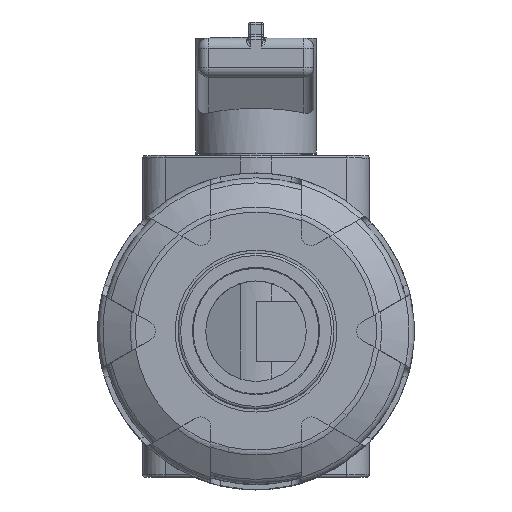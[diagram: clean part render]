
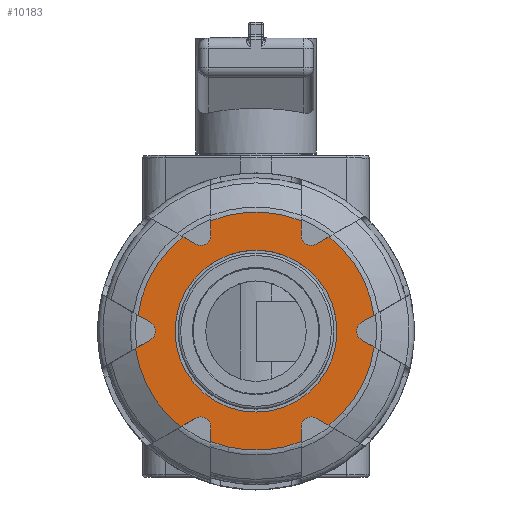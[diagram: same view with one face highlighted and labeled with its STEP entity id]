
A CAD part, top view. The second image highlights one B-rep face of the part: STEP entity #10183.
In plain terms, the highlighted planar face has unit normal (0, 0, 1).
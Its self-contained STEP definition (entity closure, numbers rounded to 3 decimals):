
#210=FACE_BOUND('',#2335,.T.);
#535=CIRCLE('',#10813,16.1);
#610=CIRCLE('',#11044,23.696);
#612=CIRCLE('',#11047,2.);
#613=CIRCLE('',#11048,24.232);
#614=CIRCLE('',#11049,2.);
#615=CIRCLE('',#11050,23.696);
#616=CIRCLE('',#11051,2.);
#617=CIRCLE('',#11052,23.696);
#618=CIRCLE('',#11053,2.);
#619=CIRCLE('',#11054,23.696);
#620=CIRCLE('',#11055,2.);
#621=CIRCLE('',#11056,23.696);
#622=CIRCLE('',#11057,2.);
#1728=FACE_OUTER_BOUND('',#2334,.T.);
#2334=EDGE_LOOP('',(#8595,#8596,#8597,#8598,#8599,#8600,#8601,#8602,#8603,
#8604,#8605,#8606,#8607,#8608,#8609,#8610,#8611,#8612,#8613,#8614,#8615,
#8616,#8617,#8618));
#2335=EDGE_LOOP('',(#8619));
#2953=LINE('',#20152,#3574);
#2961=LINE('',#20222,#3582);
#2992=LINE('',#20473,#3613);
#2993=LINE('',#20477,#3614);
#2994=LINE('',#20481,#3615);
#2995=LINE('',#20485,#3616);
#2996=LINE('',#20489,#3617);
#2997=LINE('',#20493,#3618);
#2998=LINE('',#20497,#3619);
#2999=LINE('',#20501,#3620);
#3000=LINE('',#20505,#3621);
#3001=LINE('',#20510,#3622);
#3574=VECTOR('',#13148,10.);
#3582=VECTOR('',#13166,10.);
#3613=VECTOR('',#13269,10.);
#3614=VECTOR('',#13272,10.);
#3615=VECTOR('',#13275,10.);
#3616=VECTOR('',#13278,10.);
#3617=VECTOR('',#13281,10.);
#3618=VECTOR('',#13284,10.);
#3619=VECTOR('',#13287,10.);
#3620=VECTOR('',#13290,10.);
#3621=VECTOR('',#13293,10.);
#3622=VECTOR('',#13300,10.);
#4320=VERTEX_POINT('',#18883);
#4479=VERTEX_POINT('',#20144);
#4480=VERTEX_POINT('',#20151);
#4492=VERTEX_POINT('',#20219);
#4493=VERTEX_POINT('',#20221);
#4529=VERTEX_POINT('',#20454);
#4530=VERTEX_POINT('',#20461);
#4532=VERTEX_POINT('',#20472);
#4533=VERTEX_POINT('',#20474);
#4534=VERTEX_POINT('',#20476);
#4535=VERTEX_POINT('',#20478);
#4536=VERTEX_POINT('',#20480);
#4537=VERTEX_POINT('',#20482);
#4538=VERTEX_POINT('',#20484);
#4539=VERTEX_POINT('',#20486);
#4540=VERTEX_POINT('',#20488);
#4541=VERTEX_POINT('',#20490);
#4542=VERTEX_POINT('',#20492);
#4543=VERTEX_POINT('',#20494);
#4544=VERTEX_POINT('',#20496);
#4545=VERTEX_POINT('',#20498);
#4546=VERTEX_POINT('',#20500);
#4547=VERTEX_POINT('',#20502);
#4548=VERTEX_POINT('',#20504);
#4549=VERTEX_POINT('',#20508);
#5570=EDGE_CURVE('',#4320,#4320,#535,.T.);
#5842=EDGE_CURVE('',#4479,#4480,#2953,.T.);
#5859=EDGE_CURVE('',#4492,#4493,#2961,.T.);
#5917=EDGE_CURVE('',#4529,#4530,#610,.T.);
#5920=EDGE_CURVE('',#4532,#4529,#2992,.T.);
#5921=EDGE_CURVE('',#4533,#4532,#612,.F.);
#5922=EDGE_CURVE('',#4534,#4533,#2993,.T.);
#5923=EDGE_CURVE('',#4535,#4534,#613,.F.);
#5924=EDGE_CURVE('',#4536,#4535,#2994,.T.);
#5925=EDGE_CURVE('',#4537,#4536,#614,.F.);
#5926=EDGE_CURVE('',#4538,#4537,#2995,.T.);
#5927=EDGE_CURVE('',#4539,#4538,#615,.T.);
#5928=EDGE_CURVE('',#4540,#4539,#2996,.T.);
#5929=EDGE_CURVE('',#4541,#4540,#616,.F.);
#5930=EDGE_CURVE('',#4542,#4541,#2997,.T.);
#5931=EDGE_CURVE('',#4543,#4542,#617,.T.);
#5932=EDGE_CURVE('',#4544,#4543,#2998,.T.);
#5933=EDGE_CURVE('',#4545,#4544,#618,.F.);
#5934=EDGE_CURVE('',#4546,#4545,#2999,.T.);
#5935=EDGE_CURVE('',#4547,#4546,#619,.T.);
#5936=EDGE_CURVE('',#4548,#4547,#3000,.T.);
#5937=EDGE_CURVE('',#4480,#4548,#620,.F.);
#5938=EDGE_CURVE('',#4493,#4479,#621,.T.);
#5939=EDGE_CURVE('',#4549,#4492,#622,.F.);
#5940=EDGE_CURVE('',#4530,#4549,#3001,.T.);
#8595=ORIENTED_EDGE('',*,*,#5917,.F.);
#8596=ORIENTED_EDGE('',*,*,#5920,.F.);
#8597=ORIENTED_EDGE('',*,*,#5921,.F.);
#8598=ORIENTED_EDGE('',*,*,#5922,.F.);
#8599=ORIENTED_EDGE('',*,*,#5923,.F.);
#8600=ORIENTED_EDGE('',*,*,#5924,.F.);
#8601=ORIENTED_EDGE('',*,*,#5925,.F.);
#8602=ORIENTED_EDGE('',*,*,#5926,.F.);
#8603=ORIENTED_EDGE('',*,*,#5927,.F.);
#8604=ORIENTED_EDGE('',*,*,#5928,.F.);
#8605=ORIENTED_EDGE('',*,*,#5929,.F.);
#8606=ORIENTED_EDGE('',*,*,#5930,.F.);
#8607=ORIENTED_EDGE('',*,*,#5931,.F.);
#8608=ORIENTED_EDGE('',*,*,#5932,.F.);
#8609=ORIENTED_EDGE('',*,*,#5933,.F.);
#8610=ORIENTED_EDGE('',*,*,#5934,.F.);
#8611=ORIENTED_EDGE('',*,*,#5935,.F.);
#8612=ORIENTED_EDGE('',*,*,#5936,.F.);
#8613=ORIENTED_EDGE('',*,*,#5937,.F.);
#8614=ORIENTED_EDGE('',*,*,#5842,.F.);
#8615=ORIENTED_EDGE('',*,*,#5938,.F.);
#8616=ORIENTED_EDGE('',*,*,#5859,.F.);
#8617=ORIENTED_EDGE('',*,*,#5939,.F.);
#8618=ORIENTED_EDGE('',*,*,#5940,.F.);
#8619=ORIENTED_EDGE('',*,*,#5570,.T.);
#9155=PLANE('',#11046);
#10183=ADVANCED_FACE('',(#1728,#210),#9155,.T.);
#10813=AXIS2_PLACEMENT_3D('',#18884,#12660,#12661);
#11044=AXIS2_PLACEMENT_3D('',#20462,#13263,#13264);
#11046=AXIS2_PLACEMENT_3D('',#20471,#13267,#13268);
#11047=AXIS2_PLACEMENT_3D('',#20475,#13270,#13271);
#11048=AXIS2_PLACEMENT_3D('',#20479,#13273,#13274);
#11049=AXIS2_PLACEMENT_3D('',#20483,#13276,#13277);
#11050=AXIS2_PLACEMENT_3D('',#20487,#13279,#13280);
#11051=AXIS2_PLACEMENT_3D('',#20491,#13282,#13283);
#11052=AXIS2_PLACEMENT_3D('',#20495,#13285,#13286);
#11053=AXIS2_PLACEMENT_3D('',#20499,#13288,#13289);
#11054=AXIS2_PLACEMENT_3D('',#20503,#13291,#13292);
#11055=AXIS2_PLACEMENT_3D('',#20506,#13294,#13295);
#11056=AXIS2_PLACEMENT_3D('',#20507,#13296,#13297);
#11057=AXIS2_PLACEMENT_3D('',#20509,#13298,#13299);
#12660=DIRECTION('center_axis',(0.,0.,-1.));
#12661=DIRECTION('ref_axis',(1.,0.,0.));
#13148=DIRECTION('',(0.,-1.,0.));
#13166=DIRECTION('',(0.,1.,0.));
#13263=DIRECTION('center_axis',(0.,0.,-1.));
#13264=DIRECTION('ref_axis',(-0.866,0.5,0.));
#13267=DIRECTION('center_axis',(0.,0.,1.));
#13268=DIRECTION('ref_axis',(1.,0.,0.));
#13269=DIRECTION('',(-0.866,0.5,0.));
#13270=DIRECTION('center_axis',(0.,0.,-1.));
#13271=DIRECTION('ref_axis',(1.,0.,0.));
#13272=DIRECTION('',(0.866,0.5,0.));
#13273=DIRECTION('center_axis',(0.,0.,1.));
#13274=DIRECTION('ref_axis',(0.5,-0.866,0.));
#13275=DIRECTION('',(-0.866,-0.5,0.));
#13276=DIRECTION('center_axis',(0.,0.,-1.));
#13277=DIRECTION('ref_axis',(0.5,0.866,0.));
#13278=DIRECTION('',(0.,1.,0.));
#13279=DIRECTION('center_axis',(0.,0.,-1.));
#13280=DIRECTION('ref_axis',(0.,-1.,0.));
#13281=DIRECTION('',(0.,-1.,0.));
#13282=DIRECTION('center_axis',(0.,0.,-1.));
#13283=DIRECTION('ref_axis',(-0.5,0.866,0.));
#13284=DIRECTION('',(-0.866,0.5,0.));
#13285=DIRECTION('center_axis',(0.,0.,-1.));
#13286=DIRECTION('ref_axis',(0.866,-0.5,0.));
#13287=DIRECTION('',(0.866,-0.5,0.));
#13288=DIRECTION('center_axis',(0.,0.,-1.));
#13289=DIRECTION('ref_axis',(-1.,0.,0.));
#13290=DIRECTION('',(-0.866,-0.5,0.));
#13291=DIRECTION('center_axis',(0.,0.,-1.));
#13292=DIRECTION('ref_axis',(0.866,0.5,0.));
#13293=DIRECTION('',(0.866,0.5,0.));
#13294=DIRECTION('center_axis',(0.,0.,-1.));
#13295=DIRECTION('ref_axis',(-0.5,-0.866,0.));
#13296=DIRECTION('center_axis',(0.,0.,-1.));
#13297=DIRECTION('ref_axis',(0.,1.,0.));
#13298=DIRECTION('center_axis',(0.,0.,-1.));
#13299=DIRECTION('ref_axis',(0.5,-0.866,0.));
#13300=DIRECTION('',(0.866,-0.5,0.));
#18883=CARTESIAN_POINT('',(-16.1,0.,38.5));
#18884=CARTESIAN_POINT('Origin',(0.,0.,38.5));
#20144=CARTESIAN_POINT('',(9.,21.92,38.5));
#20151=CARTESIAN_POINT('',(9.,19.053,38.5));
#20152=CARTESIAN_POINT('',(9.,133.356,38.5));
#20219=CARTESIAN_POINT('',(-9.,19.053,38.5));
#20221=CARTESIAN_POINT('',(-9.,21.92,38.5));
#20222=CARTESIAN_POINT('',(-9.,133.356,38.5));
#20454=CARTESIAN_POINT('',(-23.484,3.166,38.5));
#20461=CARTESIAN_POINT('',(-14.484,18.754,38.5));
#20462=CARTESIAN_POINT('Origin',(0.,0.,38.5));
#20471=CARTESIAN_POINT('Origin',(0.,0.,38.5));
#20472=CARTESIAN_POINT('',(-21.,1.732,38.5));
#20473=CARTESIAN_POINT('',(-119.99,58.884,38.5));
#20474=CARTESIAN_POINT('',(-21.,-1.732,38.5));
#20475=CARTESIAN_POINT('Origin',(-22.,0.,38.5));
#20476=CARTESIAN_POINT('',(-23.984,-3.455,38.5));
#20477=CARTESIAN_POINT('',(-119.99,-58.884,38.5));
#20478=CARTESIAN_POINT('',(-14.984,-19.044,38.5));
#20479=CARTESIAN_POINT('Origin',(0.,0.,38.5));
#20480=CARTESIAN_POINT('',(-12.,-17.321,38.5));
#20481=CARTESIAN_POINT('',(-110.99,-74.472,38.5));
#20482=CARTESIAN_POINT('',(-9.,-19.053,38.5));
#20483=CARTESIAN_POINT('Origin',(-11.,-19.053,38.5));
#20484=CARTESIAN_POINT('',(-9.,-21.92,38.5));
#20485=CARTESIAN_POINT('',(-9.,-133.356,38.5));
#20486=CARTESIAN_POINT('',(9.,-21.92,38.5));
#20487=CARTESIAN_POINT('Origin',(0.,0.,38.5));
#20488=CARTESIAN_POINT('',(9.,-19.053,38.5));
#20489=CARTESIAN_POINT('',(9.,-133.356,38.5));
#20490=CARTESIAN_POINT('',(12.,-17.321,38.5));
#20491=CARTESIAN_POINT('Origin',(11.,-19.053,38.5));
#20492=CARTESIAN_POINT('',(14.484,-18.754,38.5));
#20493=CARTESIAN_POINT('',(110.99,-74.472,38.5));
#20494=CARTESIAN_POINT('',(23.484,-3.166,38.5));
#20495=CARTESIAN_POINT('Origin',(0.,0.,38.5));
#20496=CARTESIAN_POINT('',(21.,-1.732,38.5));
#20497=CARTESIAN_POINT('',(119.99,-58.884,38.5));
#20498=CARTESIAN_POINT('',(21.,1.732,38.5));
#20499=CARTESIAN_POINT('Origin',(22.,0.,38.5));
#20500=CARTESIAN_POINT('',(23.484,3.166,38.5));
#20501=CARTESIAN_POINT('',(119.99,58.884,38.5));
#20502=CARTESIAN_POINT('',(14.484,18.754,38.5));
#20503=CARTESIAN_POINT('Origin',(0.,0.,38.5));
#20504=CARTESIAN_POINT('',(12.,17.321,38.5));
#20505=CARTESIAN_POINT('',(110.99,74.472,38.5));
#20506=CARTESIAN_POINT('Origin',(11.,19.053,38.5));
#20507=CARTESIAN_POINT('Origin',(0.,0.,38.5));
#20508=CARTESIAN_POINT('',(-12.,17.321,38.5));
#20509=CARTESIAN_POINT('Origin',(-11.,19.053,38.5));
#20510=CARTESIAN_POINT('',(-110.99,74.472,38.5));
